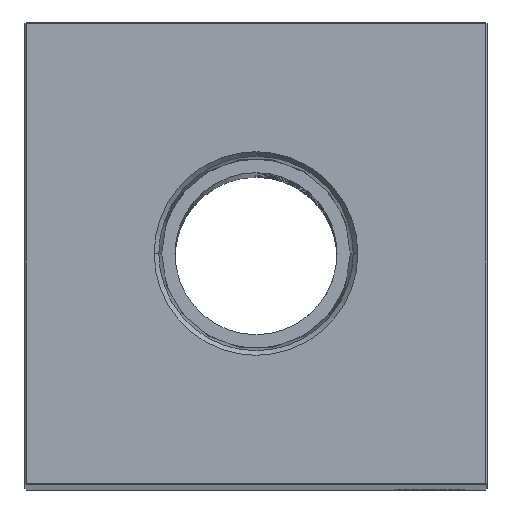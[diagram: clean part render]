
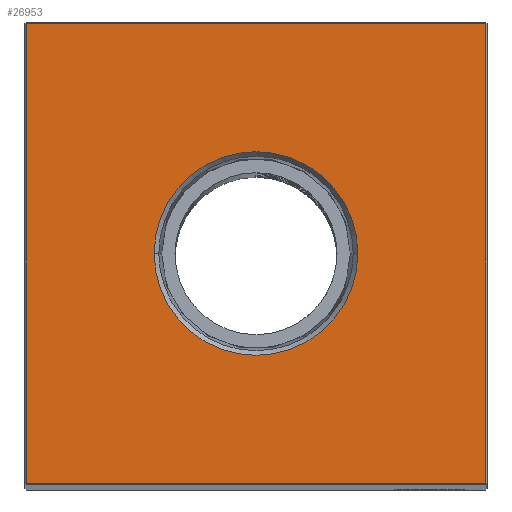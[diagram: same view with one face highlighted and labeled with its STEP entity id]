
A CAD part, top view. The second image highlights one B-rep face of the part: STEP entity #26953.
In plain terms, the highlighted planar face has unit normal (0, 0, 1).
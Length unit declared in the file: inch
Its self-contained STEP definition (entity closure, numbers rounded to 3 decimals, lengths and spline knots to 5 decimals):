
#1355 = DIRECTION ( 'NONE',  ( 0., 0., 1. ) ) ;
#1470 = VERTEX_POINT ( 'NONE', #23838 ) ;
#2252 = CARTESIAN_POINT ( 'NONE',  ( 0., 1.24, 15.5 ) ) ;
#3024 = ORIENTED_EDGE ( 'NONE', *, *, #17733, .F. ) ;
#4309 = AXIS2_PLACEMENT_3D ( 'NONE', #16585, #25083, #6021 ) ;
#4594 = LINE ( 'NONE', #19482, #5807 ) ;
#4792 = CARTESIAN_POINT ( 'NONE',  ( 1.24, 1.24, 15.5 ) ) ;
#4901 = CARTESIAN_POINT ( 'NONE',  ( 0.5499, 0., 15.5 ) ) ;
#5271 = DIRECTION ( 'NONE',  ( 1., 0., 0. ) ) ;
#5283 = CARTESIAN_POINT ( 'NONE',  ( -1.24, 1.24, 15.5 ) ) ;
#5586 = EDGE_LOOP ( 'NONE', ( #3024, #27012 ) ) ;
#5760 = VERTEX_POINT ( 'NONE', #25200 ) ;
#5807 = VECTOR ( 'NONE', #8620, 39.37008 ) ;
#5838 = DIRECTION ( 'NONE',  ( 0., 0., 1. ) ) ;
#6021 = DIRECTION ( 'NONE',  ( -1., 0., 0. ) ) ;
#6715 = DIRECTION ( 'NONE',  ( -1., 0., 0. ) ) ;
#6993 = VECTOR ( 'NONE', #6715, 39.37008 ) ;
#7974 = PLANE ( 'NONE',  #4309 ) ;
#8057 = CARTESIAN_POINT ( 'NONE',  ( 0., 0., 15.5 ) ) ;
#8313 = VECTOR ( 'NONE', #25961, 39.37008 ) ;
#8620 = DIRECTION ( 'NONE',  ( 0., 1., 0. ) ) ;
#9042 = CIRCLE ( 'NONE', #16148, 0.5499 ) ;
#9067 = ORIENTED_EDGE ( 'NONE', *, *, #11774, .T. ) ;
#9373 = CARTESIAN_POINT ( 'NONE',  ( -1.24, 0., 15.5 ) ) ;
#11312 = VERTEX_POINT ( 'NONE', #24668 ) ;
#11774 = EDGE_CURVE ( 'NONE', #11312, #15456, #4594, .T. ) ;
#13207 = CIRCLE ( 'NONE', #21640, 0.5499 ) ;
#13419 = LINE ( 'NONE', #9373, #8313 ) ;
#14182 = DIRECTION ( 'NONE',  ( 1., 0., 0. ) ) ;
#14646 = FACE_BOUND ( 'NONE', #5586, .T. ) ;
#15456 = VERTEX_POINT ( 'NONE', #4792 ) ;
#15864 = EDGE_CURVE ( 'NONE', #1470, #25960, #13207, .T. ) ;
#16093 = DIRECTION ( 'NONE',  ( 1., 0., 0. ) ) ;
#16099 = CARTESIAN_POINT ( 'NONE',  ( 0., -1.24, 15.5 ) ) ;
#16148 = AXIS2_PLACEMENT_3D ( 'NONE', #8057, #5838, #14182 ) ;
#16235 = LINE ( 'NONE', #16099, #17574 ) ;
#16450 = FACE_OUTER_BOUND ( 'NONE', #22875, .T. ) ;
#16585 = CARTESIAN_POINT ( 'NONE',  ( 0., 0., 15.5 ) ) ;
#17574 = VECTOR ( 'NONE', #5271, 39.37008 ) ;
#17733 = EDGE_CURVE ( 'NONE', #25960, #1470, #9042, .T. ) ;
#19482 = CARTESIAN_POINT ( 'NONE',  ( 1.24, 0., 15.5 ) ) ;
#20412 = CARTESIAN_POINT ( 'NONE',  ( 0., 0., 15.5 ) ) ;
#21077 = VERTEX_POINT ( 'NONE', #5283 ) ;
#21640 = AXIS2_PLACEMENT_3D ( 'NONE', #20412, #1355, #16093 ) ;
#22334 = EDGE_CURVE ( 'NONE', #5760, #11312, #16235, .T. ) ;
#22875 = EDGE_LOOP ( 'NONE', ( #22972, #25865, #9067, #26100 ) ) ;
#22972 = ORIENTED_EDGE ( 'NONE', *, *, #26801, .T. ) ;
#23204 = EDGE_CURVE ( 'NONE', #15456, #21077, #25637, .T. ) ;
#23838 = CARTESIAN_POINT ( 'NONE',  ( -0.5499, 0., 15.5 ) ) ;
#24668 = CARTESIAN_POINT ( 'NONE',  ( 1.24, -1.24, 15.5 ) ) ;
#25083 = DIRECTION ( 'NONE',  ( 0., 0., -1. ) ) ;
#25200 = CARTESIAN_POINT ( 'NONE',  ( -1.24, -1.24, 15.5 ) ) ;
#25637 = LINE ( 'NONE', #2252, #6993 ) ;
#25865 = ORIENTED_EDGE ( 'NONE', *, *, #22334, .T. ) ;
#25960 = VERTEX_POINT ( 'NONE', #4901 ) ;
#25961 = DIRECTION ( 'NONE',  ( 0., -1., 0. ) ) ;
#26100 = ORIENTED_EDGE ( 'NONE', *, *, #23204, .T. ) ;
#26801 = EDGE_CURVE ( 'NONE', #21077, #5760, #13419, .T. ) ;
#26953 = ADVANCED_FACE ( 'NONE', ( #16450, #14646 ), #7974, .F. ) ;
#27012 = ORIENTED_EDGE ( 'NONE', *, *, #15864, .F. ) ;
